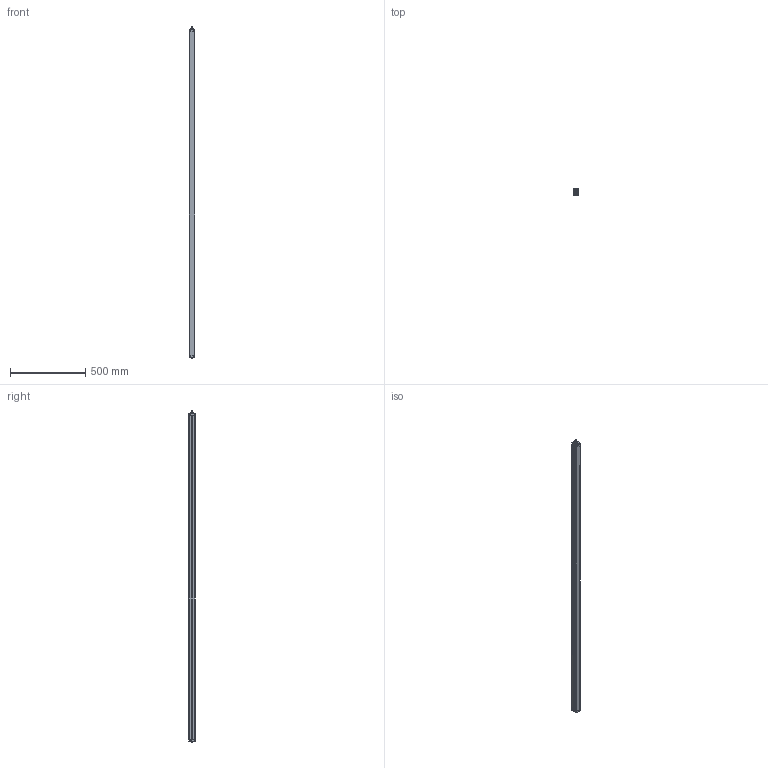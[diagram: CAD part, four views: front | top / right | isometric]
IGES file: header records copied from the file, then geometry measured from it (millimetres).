
Start section:  PTC IGES file: 145441.igs
Global section: file name: 145441.igs; native system: Pro/ENGINEER by Parametric Technology Corporation; preprocessor: 2009141; author: banengservice; organization: Unknown; date: 20110228.114443; units: inch
Bounding box: 36 x 45.76 x 2204.12 mm (x, y, z)
Volume: 1359705.1 mm3; surface area: 807957.7 mm2
Topology: 2 solids, 3 shells, 1018 faces, 2621 edges, 1648 vertices
Faces by surface type: revolution 617, bspline 401
